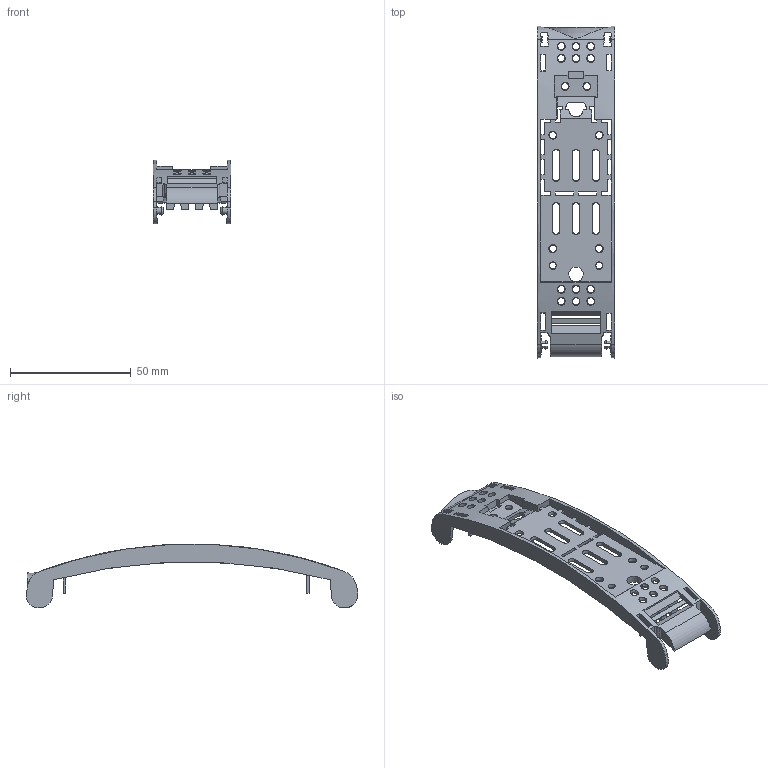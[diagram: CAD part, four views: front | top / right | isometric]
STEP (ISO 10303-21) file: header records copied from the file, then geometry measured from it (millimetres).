
FILE_DESCRIPTION(/* description */ (''),/* implementation_level */ '2;1');
FILE_NAME(/* name */ '3NX3150_000154052_stp.stp',/* time_stamp */ '2024-10-10T09:24:36+02:00',/* author */ (''),/* organization */ (''),/* preprocessor_version */ 'ST-DEVELOPER v18.101',/* originating_system */ 'SIEMENS PLM Software NX 2007',/* authorisation */ '');
FILE_SCHEMA (('AUTOMOTIVE_DESIGN { 1 0 10303 214 3 1 1 1 }'));
Length unit declared in the file: millimetre
Products named in the file (1): 3NX3150_000154052_stp
Bounding box: 32 x 137.48 x 26.46 mm (x, y, z)
Volume: 8568.6 mm3; surface area: 14572.5 mm2
Topology: 1 solids, 1 shells, 352 faces, 1107 edges, 738 vertices
Faces by surface type: plane 215, cylinder 53, bspline 47, cone 33, sphere 2, torus 2
Entity records: 22671 total; most frequent: CARTESIAN_POINT 10551, ORIENTED_EDGE 2172, DIRECTION 1766, EDGE_CURVE 1086, VERTEX_POINT 729, LINE 656, VECTOR 656, AXIS2_PLACEMENT_3D 555
